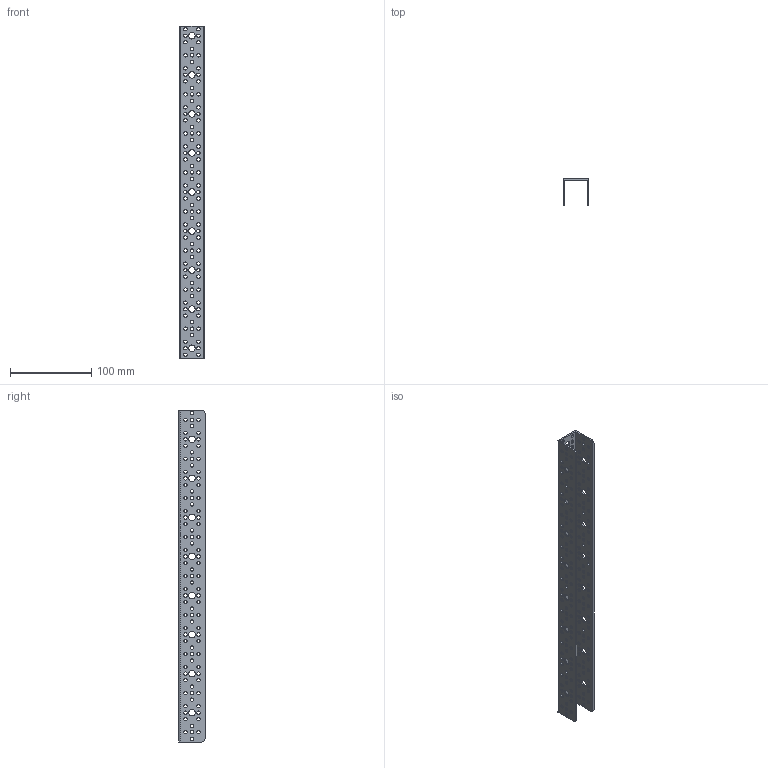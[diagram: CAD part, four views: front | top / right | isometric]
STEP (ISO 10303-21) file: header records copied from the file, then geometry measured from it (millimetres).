
FILE_DESCRIPTION (( 'STEP AP214' ), '1' );
FILE_NAME ('06-0309.step', '2020-04-06T07:08:16', ( '' ), ( '' ), 'SwSTEP 2.0', 'SolidWorks 2020', '' );
FILE_SCHEMA (( 'AUTOMOTIVE_DESIGN' ));
Length unit declared in the file: millimetre
Products named in the file (1): 06-0309
Bounding box: 31.8 x 32 x 408 mm (x, y, z)
Volume: 63840.3 mm3; surface area: 74672.1 mm2
Topology: 1 solids, 1 shells, 626 faces, 1872 edges, 1248 vertices
Faces by surface type: cylinder 616, plane 10
Entity records: 23102 total; most frequent: DIRECTION 4358, CARTESIAN_POINT 3747, ORIENTED_EDGE 3744, EDGE_CURVE 1872, AXIS2_PLACEMENT_3D 1859, VERTEX_POINT 1248, EDGE_LOOP 1236, CIRCLE 1232
